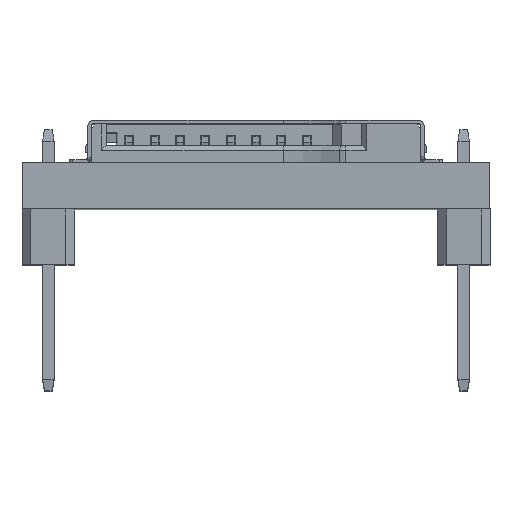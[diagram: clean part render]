
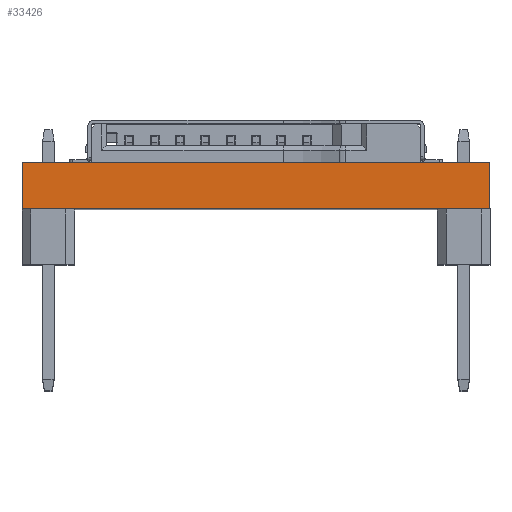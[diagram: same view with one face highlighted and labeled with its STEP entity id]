
A CAD part, top view. The second image highlights one B-rep face of the part: STEP entity #33426.
In plain terms, the highlighted planar face has unit normal (0, 0, 1).
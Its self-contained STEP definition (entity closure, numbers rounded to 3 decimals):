
#1139 = CARTESIAN_POINT ( 'NONE',  ( -10.16, 4.4, 10.16 ) ) ;
#1976 = DIRECTION ( 'NONE',  ( 0., 1., 0. ) ) ;
#1981 = VERTEX_POINT ( 'NONE', #14715 ) ;
#5533 = EDGE_CURVE ( 'NONE', #38987, #8758, #38356, .T. ) ;
#6304 = EDGE_CURVE ( 'NONE', #38987, #1981, #38797, .T. ) ;
#6790 = FACE_OUTER_BOUND ( 'NONE', #27794, .T. ) ;
#8758 = VERTEX_POINT ( 'NONE', #34756 ) ;
#10931 = LINE ( 'NONE', #29372, #29316 ) ;
#11153 = VECTOR ( 'NONE', #1976, 1000. ) ;
#11500 = DIRECTION ( 'NONE',  ( 0., 0., -1. ) ) ;
#14706 = ORIENTED_EDGE ( 'NONE', *, *, #6304, .F. ) ;
#14715 = CARTESIAN_POINT ( 'NONE',  ( -10.16, 4.4, 10.16 ) ) ;
#15973 = CARTESIAN_POINT ( 'NONE',  ( 10.16, 4.4, 10.16 ) ) ;
#17296 = CARTESIAN_POINT ( 'NONE',  ( -10.16, 2.4, 10.16 ) ) ;
#18966 = DIRECTION ( 'NONE',  ( 1., 0., 0. ) ) ;
#19399 = ORIENTED_EDGE ( 'NONE', *, *, #5533, .T. ) ;
#19614 = VERTEX_POINT ( 'NONE', #15973 ) ;
#20430 = CARTESIAN_POINT ( 'NONE',  ( 0., 2.4, 10.16 ) ) ;
#23295 = ORIENTED_EDGE ( 'NONE', *, *, #31659, .T. ) ;
#26095 = CARTESIAN_POINT ( 'NONE',  ( -10.16, 4.4, 10.16 ) ) ;
#27794 = EDGE_LOOP ( 'NONE', ( #23295, #38720, #14706, #19399 ) ) ;
#28030 = VECTOR ( 'NONE', #37685, 1000. ) ;
#29316 = VECTOR ( 'NONE', #18966, 1000. ) ;
#29372 = CARTESIAN_POINT ( 'NONE',  ( -10.16, 4.4, 10.16 ) ) ;
#31240 = AXIS2_PLACEMENT_3D ( 'NONE', #1139, #11500, #35758 ) ;
#31659 = EDGE_CURVE ( 'NONE', #8758, #19614, #32388, .T. ) ;
#32261 = PLANE ( 'NONE',  #31240 ) ;
#32388 = LINE ( 'NONE', #41980, #40536 ) ;
#33426 = ADVANCED_FACE ( 'NONE', ( #6790 ), #32261, .F. ) ;
#34756 = CARTESIAN_POINT ( 'NONE',  ( 10.16, 2.4, 10.16 ) ) ;
#35142 = DIRECTION ( 'NONE',  ( 0., 1., 0. ) ) ;
#35547 = EDGE_CURVE ( 'NONE', #1981, #19614, #10931, .T. ) ;
#35758 = DIRECTION ( 'NONE',  ( -1., 0., 0. ) ) ;
#37685 = DIRECTION ( 'NONE',  ( 1., 0., 0. ) ) ;
#38356 = LINE ( 'NONE', #20430, #28030 ) ;
#38720 = ORIENTED_EDGE ( 'NONE', *, *, #35547, .F. ) ;
#38797 = LINE ( 'NONE', #26095, #11153 ) ;
#38987 = VERTEX_POINT ( 'NONE', #17296 ) ;
#40536 = VECTOR ( 'NONE', #35142, 1000. ) ;
#41980 = CARTESIAN_POINT ( 'NONE',  ( 10.16, 4.4, 10.16 ) ) ;
